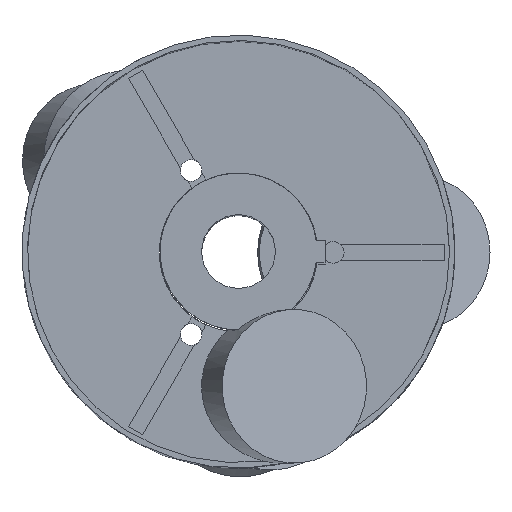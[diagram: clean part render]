
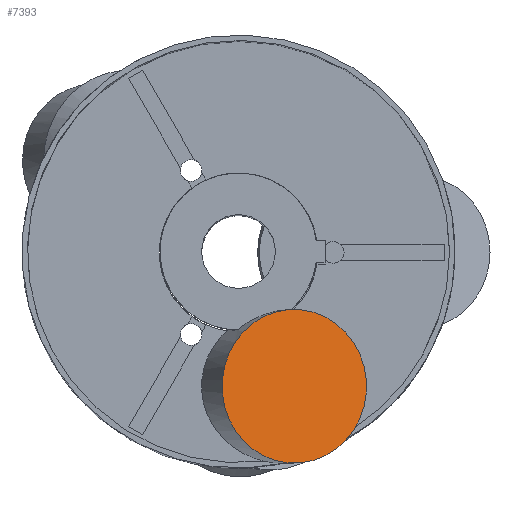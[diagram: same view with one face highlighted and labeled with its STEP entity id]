
A CAD part, top view. The second image highlights one B-rep face of the part: STEP entity #7393.
In plain terms, the highlighted planar face has unit normal (0.342, 0, 0.94).
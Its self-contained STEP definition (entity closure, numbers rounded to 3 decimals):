
#570 = CYLINDRICAL_SURFACE('',#571,28.4);
#571 = AXIS2_PLACEMENT_3D('',#572,#573,#574);
#572 = CARTESIAN_POINT('',(-11.875,-49.809,
    121.841));
#573 = DIRECTION('',(0.342,0.,0.94));
#574 = DIRECTION('',(0.082,-0.996,
    -0.03));
#3774 = VERTEX_POINT('',#3775);
#3775 = CARTESIAN_POINT('',(22.95,-78.1,
    210.263));
#3796 = EDGE_CURVE('',#3774,#3774,#3797,.T.);
#3797 = SURFACE_CURVE('',#3798,(#3803,#3810),.PCURVE_S1.);
#3798 = CIRCLE('',#3799,28.4);
#3799 = AXIS2_PLACEMENT_3D('',#3800,#3801,#3802);
#3800 = CARTESIAN_POINT('',(20.617,-49.809,
    211.112));
#3801 = DIRECTION('',(0.342,0.,0.94)
  );
#3802 = DIRECTION('',(0.082,-0.996,
    -0.03));
#3803 = PCURVE('',#570,#3804);
#3804 = DEFINITIONAL_REPRESENTATION('',(#3805),#3809);
#3805 = LINE('',#3806,#3807);
#3806 = CARTESIAN_POINT('',(0.,95.));
#3807 = VECTOR('',#3808,1.);
#3808 = DIRECTION('',(1.,0.));
#3809 = ( GEOMETRIC_REPRESENTATION_CONTEXT(2) 
PARAMETRIC_REPRESENTATION_CONTEXT() REPRESENTATION_CONTEXT('2D SPACE',''
  ) );
#3810 = PCURVE('',#3811,#3816);
#3811 = PLANE('',#3812);
#3812 = AXIS2_PLACEMENT_3D('',#3813,#3814,#3815);
#3813 = CARTESIAN_POINT('',(20.617,-49.809,
    211.112));
#3814 = DIRECTION('',(0.342,0.,0.94));
#3815 = DIRECTION('',(0.082,-0.996,
    -0.03));
#3816 = DEFINITIONAL_REPRESENTATION('',(#3817),#3821);
#3817 = CIRCLE('',#3818,28.4);
#3818 = AXIS2_PLACEMENT_2D('',#3819,#3820);
#3819 = CARTESIAN_POINT('',(0.,0.));
#3820 = DIRECTION('',(1.,0.));
#3821 = ( GEOMETRIC_REPRESENTATION_CONTEXT(2) 
PARAMETRIC_REPRESENTATION_CONTEXT() REPRESENTATION_CONTEXT('2D SPACE',''
  ) );
#7393 = ADVANCED_FACE('',(#7394),#3811,.T.);
#7394 = FACE_BOUND('',#7395,.T.);
#7395 = EDGE_LOOP('',(#7396));
#7396 = ORIENTED_EDGE('',*,*,#3796,.T.);
